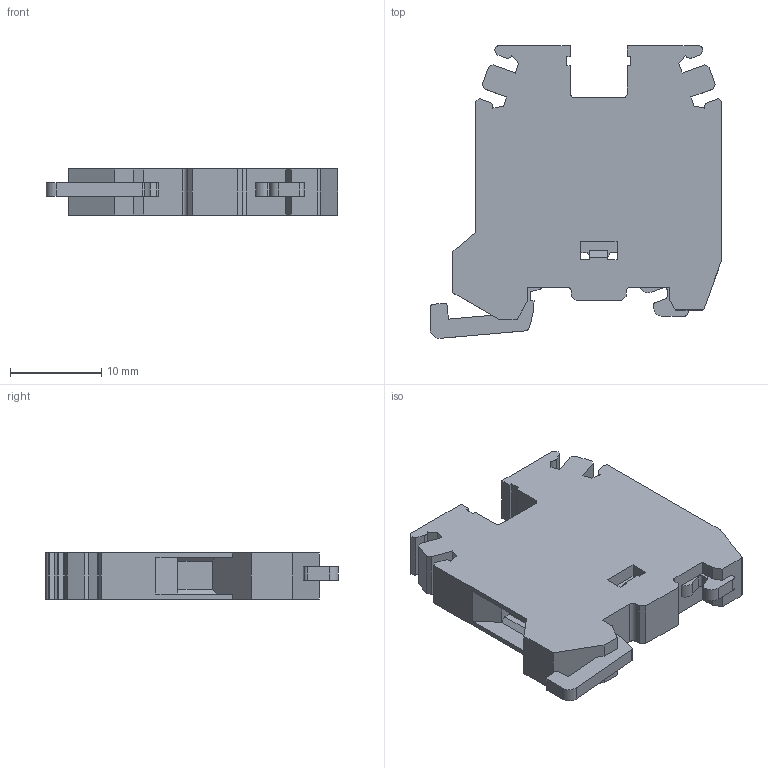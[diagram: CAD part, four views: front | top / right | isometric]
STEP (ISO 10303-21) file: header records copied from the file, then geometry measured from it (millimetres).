
FILE_DESCRIPTION(('CoCreate Modeling STEP Export'),'2;1');
FILE_NAME('TR.2.stp','2010-05-06T 9:42:53',(''),(''),'CoCreate Modeling STEP processor for AP214 (Solid Model)','CoCreate Modeling 16.00A 16-Aug-2008 (C) Parametric Technology GmbH','');
FILE_SCHEMA(('AUTOMOTIVE_DESIGN { 1 0 10303 214 1 1 1 1 }'));
Length unit declared in the file: millimetre
Products named in the file (2): TR.2
Assembly tree (1 placements, depth 2):
  TR.2
    TR.2
Bounding box: 32 x 32.11 x 5.05 mm (x, y, z)
Volume: 3366.1 mm3; surface area: 2477.1 mm2
Topology: 1 solids, 1 shells, 156 faces, 447 edges, 296 vertices
Faces by surface type: plane 125, cylinder 31
Entity records: 5242 total; most frequent: ORIENTED_EDGE 894, CARTESIAN_POINT 866, DIRECTION 766, EDGE_CURVE 447, VECTOR 374, LINE 374, VERTEX_POINT 296, AXIS2_PLACEMENT_3D 196
